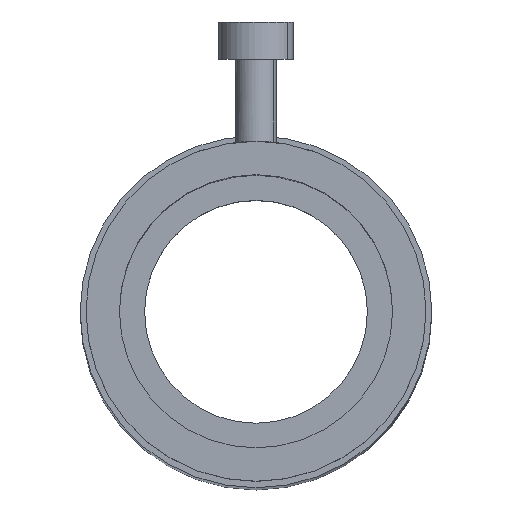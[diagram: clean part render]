
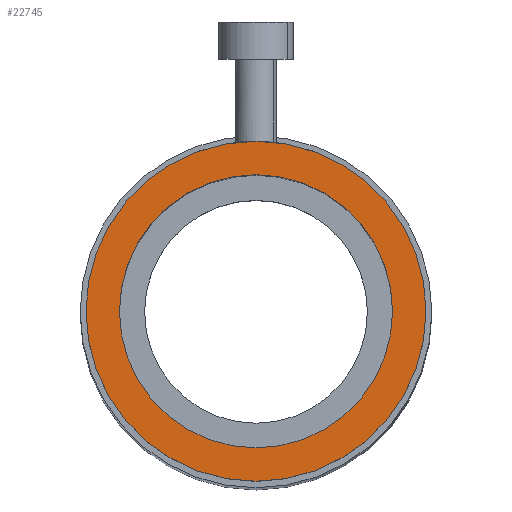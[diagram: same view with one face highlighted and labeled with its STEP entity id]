
A CAD part, top view. The second image highlights one B-rep face of the part: STEP entity #22745.
In plain terms, the highlighted planar face has unit normal (0, 0, 1).
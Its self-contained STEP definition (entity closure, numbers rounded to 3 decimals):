
#1898 = CARTESIAN_POINT ( 'NONE',  ( 7.216, 3.212, 90.611 ) ) ;
#1899 = CARTESIAN_POINT ( 'NONE',  ( 7.216, -25.788, 90.611 ) ) ;
#1900 = DIRECTION ( 'NONE',  ( 0., -1., 0. ) ) ;
#1901 = DIRECTION ( 'NONE',  ( 0., 0., -1. ) ) ;
#1902 = CARTESIAN_POINT ( 'NONE',  ( 7.216, -11.288, 90.611 ) ) ;
#1903 = AXIS2_PLACEMENT_3D ( 'NONE', #1902, #1901, #1900 ) ;
#1904 = CIRCLE ( 'NONE', #1903, 14.5 ) ;
#4571 = DIRECTION ( 'NONE',  ( 0., 1., 0. ) ) ;
#4572 = DIRECTION ( 'NONE',  ( 0., 0., 1. ) ) ;
#4574 = CARTESIAN_POINT ( 'NONE',  ( 7.216, -25.788, 90.611 ) ) ;
#4578 = AXIS2_PLACEMENT_3D ( 'NONE', #4574, #4572, #4571 ) ;
#4579 = PLANE ( 'NONE',  #4578 ) ;
#4581 = FACE_OUTER_BOUND ( 'NONE', #22671, .T. ) ;
#4582 = FACE_BOUND ( 'NONE', #22747, .T. ) ;
#4677 = DIRECTION ( 'NONE',  ( 0., -1., 0. ) ) ;
#4679 = DIRECTION ( 'NONE',  ( 0., 0., -1. ) ) ;
#4681 = CARTESIAN_POINT ( 'NONE',  ( 7.216, -11.288, 90.611 ) ) ;
#4682 = AXIS2_PLACEMENT_3D ( 'NONE', #4681, #4679, #4677 ) ;
#4683 = CIRCLE ( 'NONE', #4682, 11.65 ) ;
#4759 = DIRECTION ( 'NONE',  ( 0., -1., 0. ) ) ;
#4762 = DIRECTION ( 'NONE',  ( 0., 0., -1. ) ) ;
#4764 = CARTESIAN_POINT ( 'NONE',  ( 7.216, -11.288, 90.611 ) ) ;
#4766 = AXIS2_PLACEMENT_3D ( 'NONE', #4764, #4762, #4759 ) ;
#4774 = CIRCLE ( 'NONE', #4766, 14.5 ) ;
#9679 = CARTESIAN_POINT ( 'NONE',  ( 7.216, 0.362, 90.611 ) ) ;
#9908 = CARTESIAN_POINT ( 'NONE',  ( 7.216, -22.938, 90.611 ) ) ;
#9988 = DIRECTION ( 'NONE',  ( 0., -1., 0. ) ) ;
#9989 = DIRECTION ( 'NONE',  ( 0., 0., -1. ) ) ;
#9991 = CARTESIAN_POINT ( 'NONE',  ( 7.216, -11.288, 90.611 ) ) ;
#9993 = AXIS2_PLACEMENT_3D ( 'NONE', #9991, #9989, #9988 ) ;
#9995 = CIRCLE ( 'NONE', #9993, 11.65 ) ;
#21476 = VERTEX_POINT ( 'NONE', #9679 ) ;
#21560 = VERTEX_POINT ( 'NONE', #9908 ) ;
#21563 = EDGE_CURVE ( 'NONE', #21476, #21560, #9995, .T. ) ;
#21679 = EDGE_CURVE ( 'NONE', #21680, #21681, #1904, .T. ) ;
#21680 = VERTEX_POINT ( 'NONE', #1899 ) ;
#21681 = VERTEX_POINT ( 'NONE', #1898 ) ;
#22671 = EDGE_LOOP ( 'NONE', ( #22783, #22786 ) ) ;
#22745 = ADVANCED_FACE ( 'NONE', ( #4582, #4581 ), #4579, .T. ) ;
#22747 = EDGE_LOOP ( 'NONE', ( #22749, #22781 ) ) ;
#22749 = ORIENTED_EDGE ( 'NONE', *, *, #22751, .T. ) ;
#22751 = EDGE_CURVE ( 'NONE', #21560, #21476, #4683, .T. ) ;
#22781 = ORIENTED_EDGE ( 'NONE', *, *, #21563, .T. ) ;
#22783 = ORIENTED_EDGE ( 'NONE', *, *, #21679, .F. ) ;
#22786 = ORIENTED_EDGE ( 'NONE', *, *, #22789, .F. ) ;
#22789 = EDGE_CURVE ( 'NONE', #21681, #21680, #4774, .T. ) ;
